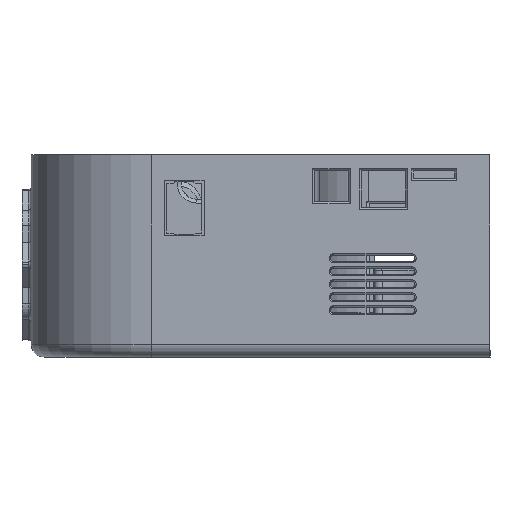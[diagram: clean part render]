
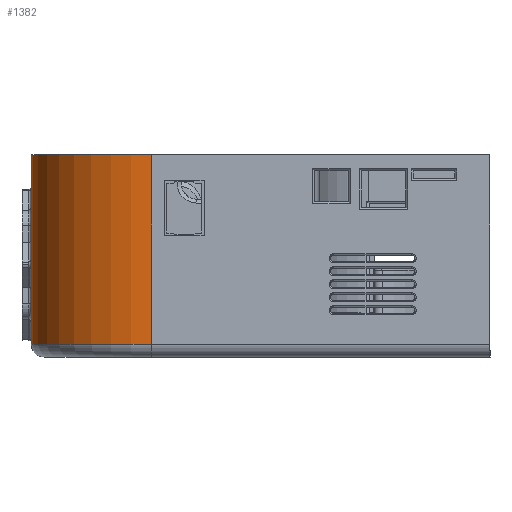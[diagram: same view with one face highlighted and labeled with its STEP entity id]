
A CAD part, front view. The second image highlights one B-rep face of the part: STEP entity #1382.
In plain terms, the highlighted cylindrical face has radius 46.5 mm (diameter 93 mm), a partial arc.
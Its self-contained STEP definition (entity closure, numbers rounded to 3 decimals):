
#857 = CARTESIAN_POINT ( 'NONE',  ( -67.5, -31., 105.838 ) ) ;
#1099 = AXIS2_PLACEMENT_3D ( 'NONE', #9914, #15611, #4952 ) ;
#1382 = ADVANCED_FACE ( 'NONE', ( #26046 ), #28444, .T. ) ;
#1948 = LINE ( 'NONE', #32127, #5272 ) ;
#4853 = DIRECTION ( 'NONE',  ( 0., 0., -1. ) ) ;
#4860 = AXIS2_PLACEMENT_3D ( 'NONE', #857, #5827, #34531 ) ;
#4952 = DIRECTION ( 'NONE',  ( 1., 0., 0. ) ) ;
#5272 = VECTOR ( 'NONE', #6923, 1000. ) ;
#5827 = DIRECTION ( 'NONE',  ( 0., 0., -1. ) ) ;
#6145 = VERTEX_POINT ( 'NONE', #9186 ) ;
#6923 = DIRECTION ( 'NONE',  ( 0., 0., -1. ) ) ;
#8363 = DIRECTION ( 'NONE',  ( 1., 0., 0. ) ) ;
#8982 = EDGE_LOOP ( 'NONE', ( #13788, #23124, #33829, #35399 ) ) ;
#9186 = CARTESIAN_POINT ( 'NONE',  ( -67.5, -77.5, 5. ) ) ;
#9914 = CARTESIAN_POINT ( 'NONE',  ( -67.5, -31., 77.8 ) ) ;
#10102 = EDGE_CURVE ( 'NONE', #34130, #33321, #35228, .T. ) ;
#11980 = EDGE_CURVE ( 'NONE', #17709, #34130, #35212, .T. ) ;
#13788 = ORIENTED_EDGE ( 'NONE', *, *, #10102, .T. ) ;
#14607 = VECTOR ( 'NONE', #4853, 1000. ) ;
#15611 = DIRECTION ( 'NONE',  ( 0., 0., -1. ) ) ;
#17377 = EDGE_CURVE ( 'NONE', #33321, #6145, #26578, .T. ) ;
#17709 = VERTEX_POINT ( 'NONE', #27808 ) ;
#21287 = AXIS2_PLACEMENT_3D ( 'NONE', #30614, #33406, #8363 ) ;
#21959 = CARTESIAN_POINT ( 'NONE',  ( -114., -31., 105.838 ) ) ;
#23124 = ORIENTED_EDGE ( 'NONE', *, *, #17377, .T. ) ;
#25060 = CARTESIAN_POINT ( 'NONE',  ( -114., -31., 5. ) ) ;
#25139 = EDGE_CURVE ( 'NONE', #17709, #6145, #1948, .T. ) ;
#26046 = FACE_OUTER_BOUND ( 'NONE', #8982, .T. ) ;
#26578 = CIRCLE ( 'NONE', #21287, 46.5 ) ;
#27808 = CARTESIAN_POINT ( 'NONE',  ( -67.5, -77.5, 77.8 ) ) ;
#28444 = CYLINDRICAL_SURFACE ( 'NONE', #4860, 46.5 ) ;
#30614 = CARTESIAN_POINT ( 'NONE',  ( -67.5, -31., 5. ) ) ;
#32127 = CARTESIAN_POINT ( 'NONE',  ( -67.5, -77.5, 105.838 ) ) ;
#33321 = VERTEX_POINT ( 'NONE', #25060 ) ;
#33406 = DIRECTION ( 'NONE',  ( 0., 0., 1. ) ) ;
#33823 = CARTESIAN_POINT ( 'NONE',  ( -114., -31., 77.8 ) ) ;
#33829 = ORIENTED_EDGE ( 'NONE', *, *, #25139, .F. ) ;
#34130 = VERTEX_POINT ( 'NONE', #33823 ) ;
#34531 = DIRECTION ( 'NONE',  ( -1., 0., 0. ) ) ;
#35212 = CIRCLE ( 'NONE', #1099, 46.5 ) ;
#35228 = LINE ( 'NONE', #21959, #14607 ) ;
#35399 = ORIENTED_EDGE ( 'NONE', *, *, #11980, .T. ) ;
